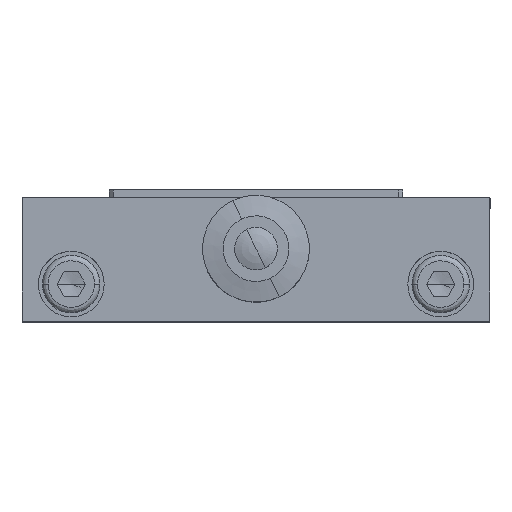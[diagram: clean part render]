
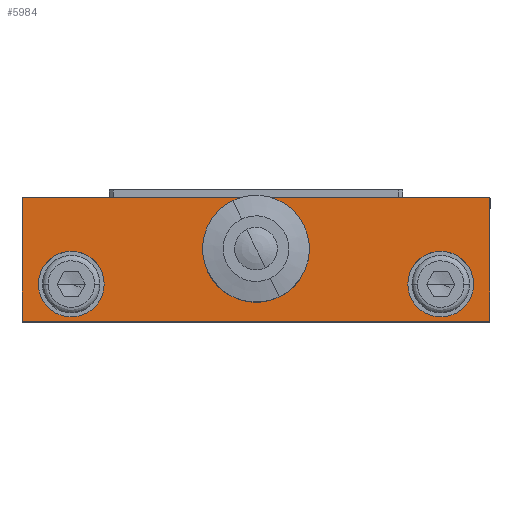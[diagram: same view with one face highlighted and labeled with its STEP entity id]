
A CAD part, top view. The second image highlights one B-rep face of the part: STEP entity #5984.
In plain terms, the highlighted planar face has unit normal (0, 0, 1).
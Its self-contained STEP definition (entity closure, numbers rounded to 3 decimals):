
#38 = DIRECTION ( 'NONE',  ( 0., 1., 0. ) ) ;
#263 = EDGE_CURVE ( 'NONE', #7788, #31082, #15725, .T. ) ;
#411 = CARTESIAN_POINT ( 'NONE',  ( 28.5, 0., 64.6 ) ) ;
#567 = DIRECTION ( 'NONE',  ( 0., 0., 1. ) ) ;
#2130 = EDGE_CURVE ( 'NONE', #28003, #8781, #8042, .T. ) ;
#2441 = EDGE_CURVE ( 'NONE', #31467, #22808, #30385, .T. ) ;
#4320 = DIRECTION ( 'NONE',  ( 1., 0., 0. ) ) ;
#4537 = CARTESIAN_POINT ( 'NONE',  ( 28.5, 15., 64.6 ) ) ;
#4714 = AXIS2_PLACEMENT_3D ( 'NONE', #20260, #32232, #29171 ) ;
#4753 = CARTESIAN_POINT ( 'NONE',  ( 22.5, 4.5, 64.6 ) ) ;
#5011 = LINE ( 'NONE', #11406, #25928 ) ;
#5091 = ORIENTED_EDGE ( 'NONE', *, *, #5776, .T. ) ;
#5092 = FACE_BOUND ( 'NONE', #10356, .T. ) ;
#5776 = EDGE_CURVE ( 'NONE', #31082, #12984, #6046, .T. ) ;
#5856 = ORIENTED_EDGE ( 'NONE', *, *, #2130, .F. ) ;
#5984 = ADVANCED_FACE ( 'NONE', ( #6509, #5092, #23156, #23637 ), #25937, .T. ) ;
#6046 = LINE ( 'NONE', #11838, #7441 ) ;
#6509 = FACE_BOUND ( 'NONE', #31346, .T. ) ;
#7058 = DIRECTION ( 'NONE',  ( 1., 0., 0. ) ) ;
#7297 = CARTESIAN_POINT ( 'NONE',  ( -22.5, 4.5, 64.6 ) ) ;
#7441 = VECTOR ( 'NONE', #38, 1000. ) ;
#7788 = VERTEX_POINT ( 'NONE', #36103 ) ;
#8042 = CIRCLE ( 'NONE', #33302, 4.8 ) ;
#8501 = DIRECTION ( 'NONE',  ( 0., -1., 0. ) ) ;
#8638 = EDGE_CURVE ( 'NONE', #18342, #7788, #5011, .T. ) ;
#8781 = VERTEX_POINT ( 'NONE', #8901 ) ;
#8901 = CARTESIAN_POINT ( 'NONE',  ( 4.8, 8.75, 64.6 ) ) ;
#9177 = AXIS2_PLACEMENT_3D ( 'NONE', #4753, #32024, #37873 ) ;
#9653 = ORIENTED_EDGE ( 'NONE', *, *, #8638, .T. ) ;
#9771 = CARTESIAN_POINT ( 'NONE',  ( -28.5, 15., 64.6 ) ) ;
#9903 = CARTESIAN_POINT ( 'NONE',  ( 18.5, 4.5, 64.6 ) ) ;
#9936 = ORIENTED_EDGE ( 'NONE', *, *, #33815, .F. ) ;
#10210 = DIRECTION ( 'NONE',  ( 0., 0., 1. ) ) ;
#10356 = EDGE_LOOP ( 'NONE', ( #16367, #15996 ) ) ;
#10961 = ORIENTED_EDGE ( 'NONE', *, *, #263, .T. ) ;
#11241 = AXIS2_PLACEMENT_3D ( 'NONE', #32640, #14545, #35833 ) ;
#11406 = CARTESIAN_POINT ( 'NONE',  ( -28.5, 15., 64.6 ) ) ;
#11838 = CARTESIAN_POINT ( 'NONE',  ( 28.5, 15., 64.6 ) ) ;
#12709 = EDGE_CURVE ( 'NONE', #8781, #28003, #33283, .T. ) ;
#12984 = VERTEX_POINT ( 'NONE', #4537 ) ;
#13216 = CARTESIAN_POINT ( 'NONE',  ( -4.8, 8.75, 64.6 ) ) ;
#13376 = CARTESIAN_POINT ( 'NONE',  ( 26.5, 4.5, 64.6 ) ) ;
#14545 = DIRECTION ( 'NONE',  ( 0., 0., 1. ) ) ;
#15487 = CIRCLE ( 'NONE', #19973, 4. ) ;
#15725 = LINE ( 'NONE', #31062, #33337 ) ;
#15996 = ORIENTED_EDGE ( 'NONE', *, *, #2441, .F. ) ;
#16150 = AXIS2_PLACEMENT_3D ( 'NONE', #34977, #567, #16620 ) ;
#16367 = ORIENTED_EDGE ( 'NONE', *, *, #24139, .F. ) ;
#16620 = DIRECTION ( 'NONE',  ( 1., 0., 0. ) ) ;
#17083 = EDGE_CURVE ( 'NONE', #27934, #21454, #15487, .T. ) ;
#18342 = VERTEX_POINT ( 'NONE', #26253 ) ;
#18580 = DIRECTION ( 'NONE',  ( -1., 0., 0. ) ) ;
#19266 = EDGE_LOOP ( 'NONE', ( #31097, #5856 ) ) ;
#19973 = AXIS2_PLACEMENT_3D ( 'NONE', #7297, #10210, #28713 ) ;
#20065 = CIRCLE ( 'NONE', #9177, 4. ) ;
#20260 = CARTESIAN_POINT ( 'NONE',  ( -22.5, 4.5, 64.6 ) ) ;
#21454 = VERTEX_POINT ( 'NONE', #30452 ) ;
#22808 = VERTEX_POINT ( 'NONE', #13376 ) ;
#22878 = EDGE_LOOP ( 'NONE', ( #9653, #10961, #5091, #29999 ) ) ;
#23156 = FACE_BOUND ( 'NONE', #19266, .T. ) ;
#23610 = AXIS2_PLACEMENT_3D ( 'NONE', #24745, #30732, #25265 ) ;
#23637 = FACE_OUTER_BOUND ( 'NONE', #22878, .T. ) ;
#24139 = EDGE_CURVE ( 'NONE', #22808, #31467, #20065, .T. ) ;
#24745 = CARTESIAN_POINT ( 'NONE',  ( 22.5, 4.5, 64.6 ) ) ;
#25265 = DIRECTION ( 'NONE',  ( 1., 0., 0. ) ) ;
#25427 = VECTOR ( 'NONE', #18580, 1000. ) ;
#25816 = DIRECTION ( 'NONE',  ( 0., 0., 1. ) ) ;
#25928 = VECTOR ( 'NONE', #8501, 1000. ) ;
#25937 = PLANE ( 'NONE',  #16150 ) ;
#26253 = CARTESIAN_POINT ( 'NONE',  ( -28.5, 15., 64.6 ) ) ;
#27934 = VERTEX_POINT ( 'NONE', #37705 ) ;
#28003 = VERTEX_POINT ( 'NONE', #13216 ) ;
#28708 = ORIENTED_EDGE ( 'NONE', *, *, #17083, .F. ) ;
#28713 = DIRECTION ( 'NONE',  ( 1., 0., 0. ) ) ;
#29171 = DIRECTION ( 'NONE',  ( 1., 0., 0. ) ) ;
#29999 = ORIENTED_EDGE ( 'NONE', *, *, #35137, .T. ) ;
#30385 = CIRCLE ( 'NONE', #23610, 4. ) ;
#30452 = CARTESIAN_POINT ( 'NONE',  ( -18.5, 4.5, 64.6 ) ) ;
#30732 = DIRECTION ( 'NONE',  ( 0., 0., 1. ) ) ;
#31062 = CARTESIAN_POINT ( 'NONE',  ( -28.5, 0., 64.6 ) ) ;
#31082 = VERTEX_POINT ( 'NONE', #411 ) ;
#31097 = ORIENTED_EDGE ( 'NONE', *, *, #12709, .F. ) ;
#31346 = EDGE_LOOP ( 'NONE', ( #9936, #28708 ) ) ;
#31389 = CARTESIAN_POINT ( 'NONE',  ( 0., 8.75, 64.6 ) ) ;
#31467 = VERTEX_POINT ( 'NONE', #9903 ) ;
#32024 = DIRECTION ( 'NONE',  ( 0., 0., 1. ) ) ;
#32232 = DIRECTION ( 'NONE',  ( 0., 0., 1. ) ) ;
#32640 = CARTESIAN_POINT ( 'NONE',  ( 0., 8.75, 64.6 ) ) ;
#33283 = CIRCLE ( 'NONE', #11241, 4.8 ) ;
#33302 = AXIS2_PLACEMENT_3D ( 'NONE', #31389, #25816, #7058 ) ;
#33337 = VECTOR ( 'NONE', #4320, 1000. ) ;
#33815 = EDGE_CURVE ( 'NONE', #21454, #27934, #34475, .T. ) ;
#34475 = CIRCLE ( 'NONE', #4714, 4. ) ;
#34977 = CARTESIAN_POINT ( 'NONE',  ( -28.5, 0., 64.6 ) ) ;
#35137 = EDGE_CURVE ( 'NONE', #12984, #18342, #36845, .T. ) ;
#35833 = DIRECTION ( 'NONE',  ( 1., 0., 0. ) ) ;
#36103 = CARTESIAN_POINT ( 'NONE',  ( -28.5, 0., 64.6 ) ) ;
#36845 = LINE ( 'NONE', #9771, #25427 ) ;
#37705 = CARTESIAN_POINT ( 'NONE',  ( -26.5, 4.5, 64.6 ) ) ;
#37873 = DIRECTION ( 'NONE',  ( 1., 0., 0. ) ) ;
